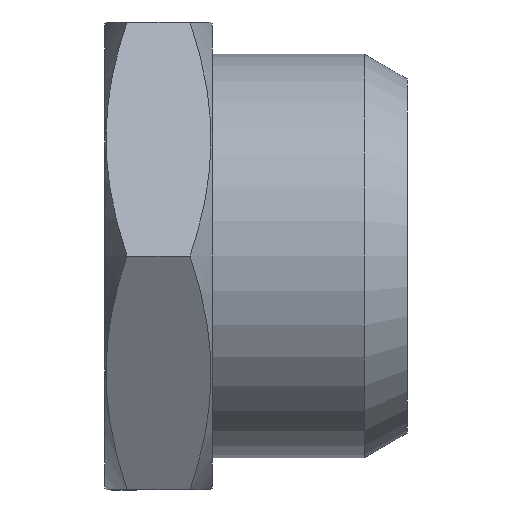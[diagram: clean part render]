
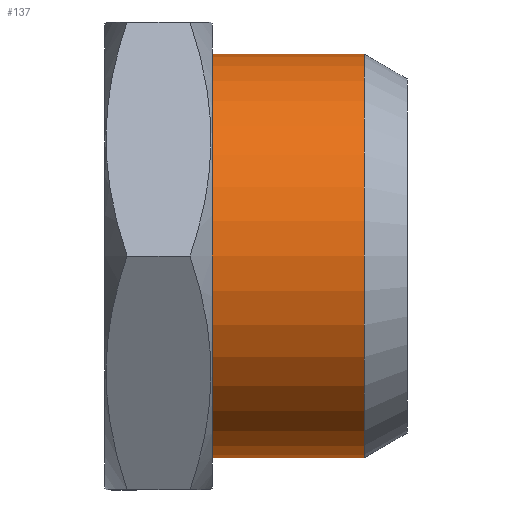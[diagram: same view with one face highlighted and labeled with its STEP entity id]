
A CAD part, left-side view. The second image highlights one B-rep face of the part: STEP entity #137.
In plain terms, the highlighted cylindrical face has radius 10.35 mm (diameter 20.7 mm), a partial arc.
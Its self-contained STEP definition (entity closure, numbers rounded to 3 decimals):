
#121 = EDGE_CURVE ( 'NONE', #223, #152, #453, .T. ) ;
#136 = EDGE_CURVE ( 'NONE', #220, #219, #490, .T. ) ;
#137 = ADVANCED_FACE ( 'NONE', ( #485 ), #484, .T. ) ;
#138 = EDGE_LOOP ( 'NONE', ( #139, #140, #141, #142 ) ) ;
#139 = ORIENTED_EDGE ( 'NONE', *, *, #222, .F. ) ;
#140 = ORIENTED_EDGE ( 'NONE', *, *, #136, .T. ) ;
#141 = ORIENTED_EDGE ( 'NONE', *, *, #154, .T. ) ;
#142 = ORIENTED_EDGE ( 'NONE', *, *, #121, .F. ) ;
#152 = VERTEX_POINT ( 'NONE', #606 ) ;
#154 = EDGE_CURVE ( 'NONE', #219, #152, #605, .T. ) ;
#219 = VERTEX_POINT ( 'NONE', #719 ) ;
#220 = VERTEX_POINT ( 'NONE', #718 ) ;
#222 = EDGE_CURVE ( 'NONE', #220, #223, #717, .T. ) ;
#223 = VERTEX_POINT ( 'NONE', #713 ) ;
#447 = DIRECTION ( 'NONE',  ( 0., 0., 1. ) ) ;
#448 = DIRECTION ( 'NONE',  ( 0., 1., 0. ) ) ;
#449 = CARTESIAN_POINT ( 'NONE',  ( 0., 10., 0. ) ) ;
#450 = AXIS2_PLACEMENT_3D ( 'NONE', #449, #448, #447 ) ;
#453 = CIRCLE ( 'NONE', #450, 10.35 ) ;
#479 = DIRECTION ( 'NONE',  ( 0., 0., 1. ) ) ;
#480 = DIRECTION ( 'NONE',  ( 0., 1., 0. ) ) ;
#481 = AXIS2_PLACEMENT_3D ( 'NONE', #483, #480, #479 ) ;
#483 = CARTESIAN_POINT ( 'NONE',  ( 0., 17.464, 0. ) ) ;
#484 = CYLINDRICAL_SURFACE ( 'NONE', #481, 10.35 ) ;
#485 = FACE_OUTER_BOUND ( 'NONE', #138, .T. ) ;
#486 = DIRECTION ( 'NONE',  ( 0., 0., 1. ) ) ;
#487 = DIRECTION ( 'NONE',  ( 0., 1., 0. ) ) ;
#488 = CARTESIAN_POINT ( 'NONE',  ( 0., 2.2, 0. ) ) ;
#489 = AXIS2_PLACEMENT_3D ( 'NONE', #488, #487, #486 ) ;
#490 = CIRCLE ( 'NONE', #489, 10.35 ) ;
#602 = DIRECTION ( 'NONE',  ( 0., 1., 0. ) ) ;
#603 = VECTOR ( 'NONE', #602, 1000. ) ;
#604 = CARTESIAN_POINT ( 'NONE',  ( 0., 17.464, 10.35 ) ) ;
#605 = LINE ( 'NONE', #604, #603 ) ;
#606 = CARTESIAN_POINT ( 'NONE',  ( 0., 10., 10.35 ) ) ;
#713 = CARTESIAN_POINT ( 'NONE',  ( 0., 10., -10.35 ) ) ;
#714 = DIRECTION ( 'NONE',  ( 0., 1., 0. ) ) ;
#715 = VECTOR ( 'NONE', #714, 1000. ) ;
#716 = CARTESIAN_POINT ( 'NONE',  ( 0., 17.464, -10.35 ) ) ;
#717 = LINE ( 'NONE', #716, #715 ) ;
#718 = CARTESIAN_POINT ( 'NONE',  ( 0., 2.2, -10.35 ) ) ;
#719 = CARTESIAN_POINT ( 'NONE',  ( 0., 2.2, 10.35 ) ) ;
